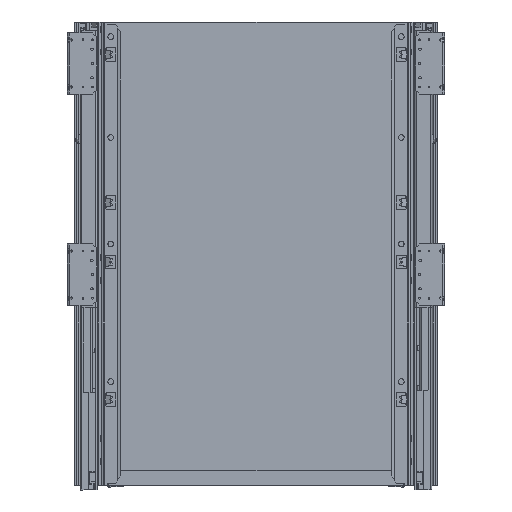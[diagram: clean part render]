
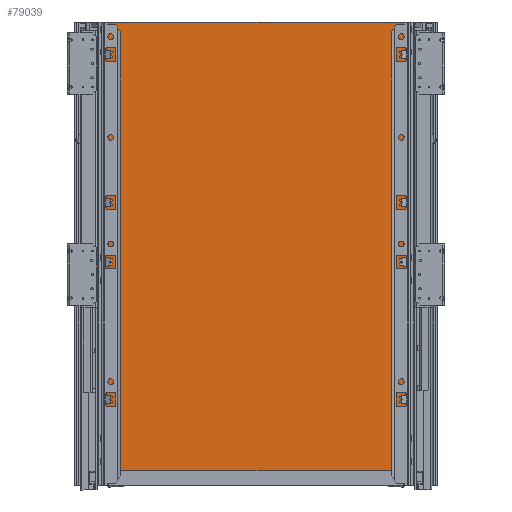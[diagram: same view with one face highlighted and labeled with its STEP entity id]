
A CAD part, front view. The second image highlights one B-rep face of the part: STEP entity #79039.
In plain terms, the highlighted face is planar.
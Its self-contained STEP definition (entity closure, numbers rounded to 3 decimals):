
#4446=PLANE('',#86971);
#8639=FACE_OUTER_BOUND('',#13305,.T.);
#13305=EDGE_LOOP('',(#71894,#71895,#71896,#71897));
#20992=LINE('',#156607,#28696);
#20996=LINE('',#156615,#28700);
#20999=LINE('',#156621,#28703);
#21002=LINE('',#156626,#28706);
#28696=VECTOR('',#108803,10.);
#28700=VECTOR('',#108809,10.);
#28703=VECTOR('',#108814,10.);
#28706=VECTOR('',#108819,10.);
#38492=VERTEX_POINT('',#156605);
#38493=VERTEX_POINT('',#156606);
#38496=VERTEX_POINT('',#156614);
#38498=VERTEX_POINT('',#156620);
#49622=EDGE_CURVE('',#38492,#38493,#20992,.T.);
#49626=EDGE_CURVE('',#38496,#38492,#20996,.T.);
#49629=EDGE_CURVE('',#38498,#38496,#20999,.T.);
#49632=EDGE_CURVE('',#38493,#38498,#21002,.T.);
#71894=ORIENTED_EDGE('',*,*,#49632,.F.);
#71895=ORIENTED_EDGE('',*,*,#49622,.F.);
#71896=ORIENTED_EDGE('',*,*,#49626,.F.);
#71897=ORIENTED_EDGE('',*,*,#49629,.F.);
#79039=ADVANCED_FACE('',(#8639),#4446,.F.);
#86971=AXIS2_PLACEMENT_3D('',#156629,#108823,#108824);
#108803=DIRECTION('',(-1.,0.,0.));
#108809=DIRECTION('',(0.,1.,0.));
#108814=DIRECTION('',(1.,0.,0.));
#108819=DIRECTION('',(0.,-1.,0.));
#108823=DIRECTION('center_axis',(0.,0.,1.));
#108824=DIRECTION('ref_axis',(1.,0.,0.));
#156605=CARTESIAN_POINT('',(162.5,0.,0.));
#156606=CARTESIAN_POINT('',(-162.5,0.,0.));
#156607=CARTESIAN_POINT('',(162.5,0.,0.));
#156614=CARTESIAN_POINT('',(162.5,-476.,0.));
#156615=CARTESIAN_POINT('',(162.5,-476.,0.));
#156620=CARTESIAN_POINT('',(-162.5,-476.,0.));
#156621=CARTESIAN_POINT('',(-162.5,-476.,0.));
#156626=CARTESIAN_POINT('',(-162.5,0.,0.));
#156629=CARTESIAN_POINT('Origin',(0.,-238.,0.));
